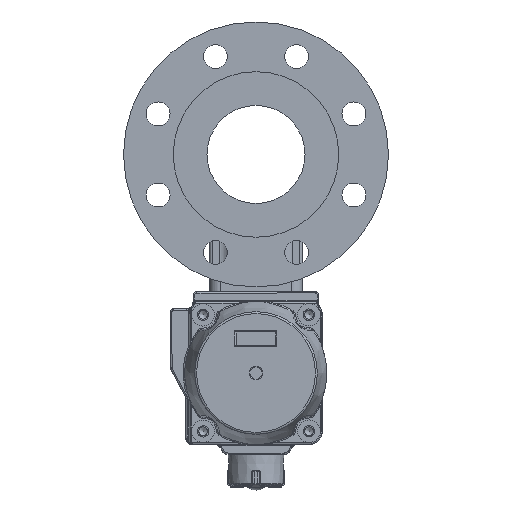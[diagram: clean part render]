
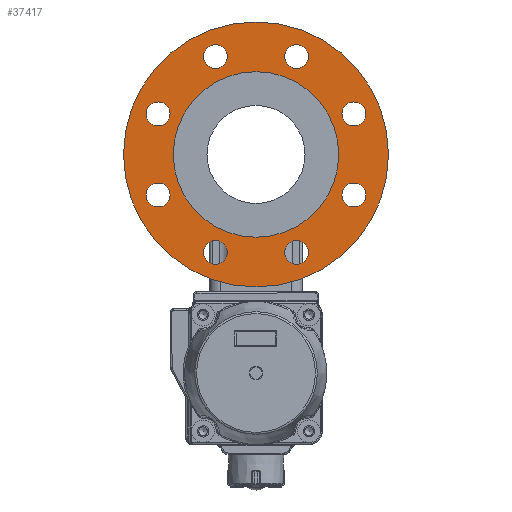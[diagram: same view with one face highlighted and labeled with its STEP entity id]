
A CAD part, front view. The second image highlights one B-rep face of the part: STEP entity #37417.
In plain terms, the highlighted planar face has unit normal (0, -1, 0).
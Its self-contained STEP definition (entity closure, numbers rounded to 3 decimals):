
#6609=PLANE('',#39919);
#7421=ORIENTED_EDGE('',*,*,#18336,.F.);
#7422=ORIENTED_EDGE('',*,*,#18337,.F.);
#7423=ORIENTED_EDGE('',*,*,#18338,.F.);
#7424=ORIENTED_EDGE('',*,*,#18339,.F.);
#7425=ORIENTED_EDGE('',*,*,#18340,.F.);
#7426=ORIENTED_EDGE('',*,*,#18341,.F.);
#7427=ORIENTED_EDGE('',*,*,#18342,.F.);
#7428=ORIENTED_EDGE('',*,*,#18343,.F.);
#7429=ORIENTED_EDGE('',*,*,#18305,.T.);
#7430=ORIENTED_EDGE('',*,*,#18334,.T.);
#18305=EDGE_CURVE('',#23757,#23757,#27164,.T.);
#18334=EDGE_CURVE('',#23786,#23786,#27185,.T.);
#18336=EDGE_CURVE('',#23788,#23788,#27187,.T.);
#18337=EDGE_CURVE('',#23789,#23789,#27188,.T.);
#18338=EDGE_CURVE('',#23790,#23790,#27189,.T.);
#18339=EDGE_CURVE('',#23791,#23791,#27190,.T.);
#18340=EDGE_CURVE('',#23792,#23792,#27191,.T.);
#18341=EDGE_CURVE('',#23793,#23793,#27192,.T.);
#18342=EDGE_CURVE('',#23794,#23794,#27193,.T.);
#18343=EDGE_CURVE('',#23795,#23795,#27194,.T.);
#23757=VERTEX_POINT('',#53371);
#23786=VERTEX_POINT('',#53431);
#23788=VERTEX_POINT('',#53436);
#23789=VERTEX_POINT('',#53438);
#23790=VERTEX_POINT('',#53440);
#23791=VERTEX_POINT('',#53442);
#23792=VERTEX_POINT('',#53444);
#23793=VERTEX_POINT('',#53446);
#23794=VERTEX_POINT('',#53448);
#23795=VERTEX_POINT('',#53450);
#27164=CIRCLE('',#39894,100.);
#27185=CIRCLE('',#39917,62.5);
#27187=CIRCLE('',#39920,9.);
#27188=CIRCLE('',#39921,9.);
#27189=CIRCLE('',#39922,9.);
#27190=CIRCLE('',#39923,9.);
#27191=CIRCLE('',#39924,9.);
#27192=CIRCLE('',#39925,9.);
#27193=CIRCLE('',#39926,9.);
#27194=CIRCLE('',#39927,9.);
#29050=EDGE_LOOP('',(#7421));
#29051=EDGE_LOOP('',(#7422));
#29052=EDGE_LOOP('',(#7423));
#29053=EDGE_LOOP('',(#7424));
#29054=EDGE_LOOP('',(#7425));
#29055=EDGE_LOOP('',(#7426));
#29056=EDGE_LOOP('',(#7427));
#29057=EDGE_LOOP('',(#7428));
#29058=EDGE_LOOP('',(#7429));
#29059=EDGE_LOOP('',(#7430));
#31864=FACE_BOUND('',#29050,.T.);
#31865=FACE_BOUND('',#29051,.T.);
#31866=FACE_BOUND('',#29052,.T.);
#31867=FACE_BOUND('',#29053,.T.);
#31868=FACE_BOUND('',#29054,.T.);
#31869=FACE_BOUND('',#29055,.T.);
#31870=FACE_BOUND('',#29056,.T.);
#31871=FACE_BOUND('',#29057,.T.);
#31872=FACE_BOUND('',#29058,.T.);
#31873=FACE_BOUND('',#29059,.T.);
#37417=ADVANCED_FACE('',(#31864,#31865,#31866,#31867,#31868,#31869,#31870,
#31871,#31872,#31873),#6609,.T.);
#39894=AXIS2_PLACEMENT_3D('',#53370,#43820,#43821);
#39917=AXIS2_PLACEMENT_3D('',#53430,#43874,#43875);
#39919=AXIS2_PLACEMENT_3D('',#53434,#43878,#43879);
#39920=AXIS2_PLACEMENT_3D('',#53435,#43880,#43881);
#39921=AXIS2_PLACEMENT_3D('',#53437,#43882,#43883);
#39922=AXIS2_PLACEMENT_3D('',#53439,#43884,#43885);
#39923=AXIS2_PLACEMENT_3D('',#53441,#43886,#43887);
#39924=AXIS2_PLACEMENT_3D('',#53443,#43888,#43889);
#39925=AXIS2_PLACEMENT_3D('',#53445,#43890,#43891);
#39926=AXIS2_PLACEMENT_3D('',#53447,#43892,#43893);
#39927=AXIS2_PLACEMENT_3D('',#53449,#43894,#43895);
#43820=DIRECTION('',(0.,-1.,0.));
#43821=DIRECTION('',(1.,0.,0.));
#43874=DIRECTION('',(0.,1.,0.));
#43875=DIRECTION('',(1.,0.,0.));
#43878=DIRECTION('',(0.,-1.,0.));
#43879=DIRECTION('',(0.,0.,-1.));
#43880=DIRECTION('',(0.,-1.,0.));
#43881=DIRECTION('',(-1.,0.,0.));
#43882=DIRECTION('',(0.,-1.,0.));
#43883=DIRECTION('',(-1.,0.,0.));
#43884=DIRECTION('',(0.,-1.,0.));
#43885=DIRECTION('',(-1.,0.,0.));
#43886=DIRECTION('',(0.,-1.,0.));
#43887=DIRECTION('',(-1.,0.,0.));
#43888=DIRECTION('',(0.,-1.,0.));
#43889=DIRECTION('',(-1.,0.,0.));
#43890=DIRECTION('',(0.,-1.,0.));
#43891=DIRECTION('',(-1.,0.,0.));
#43892=DIRECTION('',(0.,-1.,0.));
#43893=DIRECTION('',(-1.,0.,0.));
#43894=DIRECTION('',(0.,-1.,0.));
#43895=DIRECTION('',(-1.,0.,0.));
#53370=CARTESIAN_POINT('',(0.,-88.,0.));
#53371=CARTESIAN_POINT('',(100.,-88.,0.));
#53430=CARTESIAN_POINT('',(0.,-88.,0.));
#53431=CARTESIAN_POINT('',(62.5,-88.,0.));
#53434=CARTESIAN_POINT('',(0.,-88.,0.));
#53435=CARTESIAN_POINT('',(-73.91,-88.,30.615));
#53436=CARTESIAN_POINT('',(-82.91,-88.,30.615));
#53437=CARTESIAN_POINT('',(-30.615,-88.,73.91));
#53438=CARTESIAN_POINT('',(-39.615,-88.,73.91));
#53439=CARTESIAN_POINT('',(73.91,-88.,30.615));
#53440=CARTESIAN_POINT('',(64.91,-88.,30.615));
#53441=CARTESIAN_POINT('',(30.615,-88.,73.91));
#53442=CARTESIAN_POINT('',(21.615,-88.,73.91));
#53443=CARTESIAN_POINT('',(-73.91,-88.,-30.615));
#53444=CARTESIAN_POINT('',(-82.91,-88.,-30.615));
#53445=CARTESIAN_POINT('',(-30.615,-88.,-73.91));
#53446=CARTESIAN_POINT('',(-39.615,-88.,-73.91));
#53447=CARTESIAN_POINT('',(73.91,-88.,-30.615));
#53448=CARTESIAN_POINT('',(64.91,-88.,-30.615));
#53449=CARTESIAN_POINT('',(30.615,-88.,-73.91));
#53450=CARTESIAN_POINT('',(21.615,-88.,-73.91));
